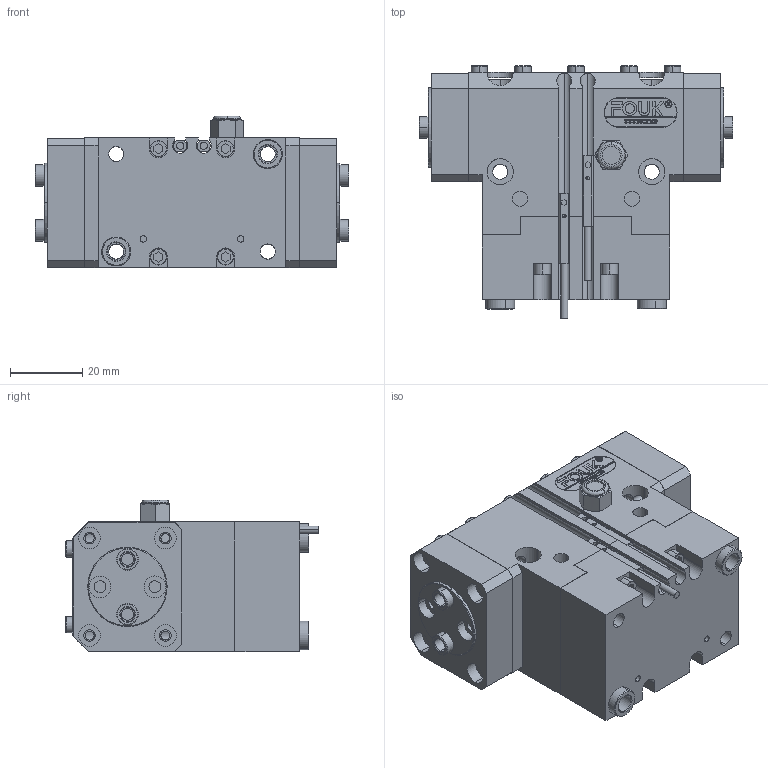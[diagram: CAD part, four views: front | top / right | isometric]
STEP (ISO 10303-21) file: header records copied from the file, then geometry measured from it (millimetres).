
FILE_DESCRIPTION (( 'STEP AP203' ), '1' );
FILE_NAME ('TRF28-NC.STEP', '2026-03-26T08:52:52', ( 'USER-' ), ( 'Microsoft' ), 'SwSTEP 2.0', 'SolidWorks 2018', '' );
FILE_SCHEMA (( 'CONFIG_CONTROL_DESIGN' ));
Length unit declared in the file: millimetre
Products named in the file (13): TRF64-NC-06 笢猾啣; 小头内六角圆柱头螺钉[GBT70_1-2008][M3×13.05]_M3×12; 20x8-R4; ﾏ擎ﾗ6｡ﾁ4｡ﾁ5; TRF28-05 耜猾极; 棠羲換覜ん; TRF28-NC; 内六角薄圆柱头螺钉[GBT70_1-2008][M2.5×8]_M2.5×8; FR28-76-NC-01 赻坶晊扥极; TRF28-01 褲极; ﾏ擎ﾗ8｡ﾁ5｡ﾁ6; TRF64-NC-04 忒硌薊极; BSLMM5
Assembly tree (31 placements, depth 2):
  TRF28-NC
    TRF28-01 褲极
    TRF64-NC-04 忒硌薊极  x2
    TRF28-05 耜猾极  x2
    TRF64-NC-06 笢猾啣
    棠羲換覜ん  x2
    20x8-R4
    ﾏ擎ﾗ6｡ﾁ4｡ﾁ5  x4
    ﾏ擎ﾗ8｡ﾁ5｡ﾁ6  x2
    FR28-76-NC-01 赻坶晊扥极
    小头内六角圆柱头螺钉[GBT70_1-2008][M3×13.05]_M3×12  x4
    内六角薄圆柱头螺钉[GBT70_1-2008][M2.5×8]_M2.5×8  x10
    BSLMM5
Bounding box: 87 x 69.86 x 42 mm (x, y, z)
Volume: 118437.3 mm3; surface area: 49629.2 mm2
Topology: 31 solids, 31 shells, 1350 faces, 3388 edges, 2181 vertices
Faces by surface type: plane 591, cylinder 418, bspline 155, cone 126, torus 58, sphere 2
Entity records: 37972 total; most frequent: CARTESIAN_POINT 12454, ORIENTED_EDGE 5122, DIRECTION 4505, EDGE_CURVE 2561, VERTEX_POINT 1683, AXIS2_PLACEMENT_3D 1506, LINE 1493, VECTOR 1493
